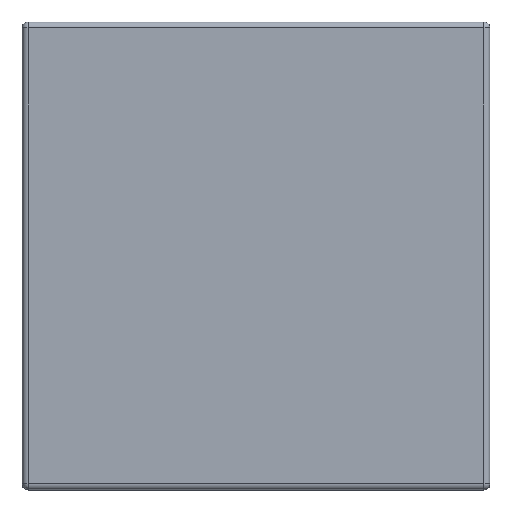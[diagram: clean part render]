
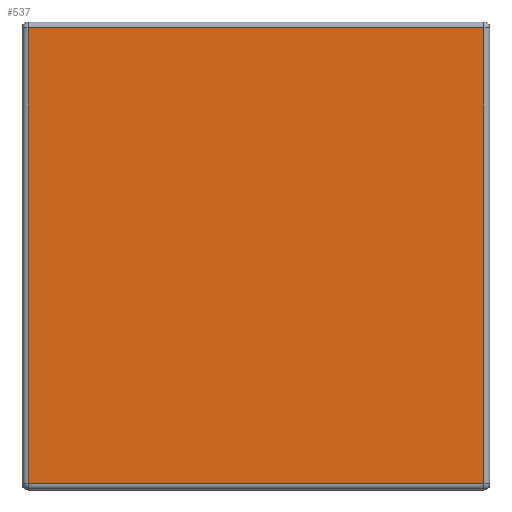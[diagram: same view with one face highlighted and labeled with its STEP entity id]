
A CAD part, top view. The second image highlights one B-rep face of the part: STEP entity #537.
In plain terms, the highlighted planar face has unit normal (0, 0, 1).
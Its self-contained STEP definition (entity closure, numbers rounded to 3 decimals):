
#95=FACE_OUTER_BOUND('',#133,.T.);
#133=EDGE_LOOP('',(#479,#480,#481,#482));
#171=LINE('',#902,#219);
#175=LINE('',#915,#223);
#177=LINE('',#918,#225);
#179=LINE('',#921,#227);
#219=VECTOR('',#741,10.);
#223=VECTOR('',#757,10.);
#225=VECTOR('',#761,10.);
#227=VECTOR('',#765,10.);
#258=VERTEX_POINT('',#865);
#263=VERTEX_POINT('',#883);
#266=VERTEX_POINT('',#893);
#269=VERTEX_POINT('',#906);
#328=EDGE_CURVE('',#258,#266,#171,.T.);
#335=EDGE_CURVE('',#266,#269,#175,.T.);
#337=EDGE_CURVE('',#269,#263,#177,.T.);
#339=EDGE_CURVE('',#263,#258,#179,.T.);
#479=ORIENTED_EDGE('',*,*,#328,.F.);
#480=ORIENTED_EDGE('',*,*,#339,.F.);
#481=ORIENTED_EDGE('',*,*,#337,.F.);
#482=ORIENTED_EDGE('',*,*,#335,.F.);
#501=PLANE('',#611);
#537=ADVANCED_FACE('',(#95),#501,.T.);
#611=AXIS2_PLACEMENT_3D('',#930,#779,#780);
#741=DIRECTION('',(0.,1.,0.));
#757=DIRECTION('',(1.,0.,0.));
#761=DIRECTION('',(0.,-1.,0.));
#765=DIRECTION('',(-1.,0.,0.));
#779=DIRECTION('center_axis',(0.,0.,1.));
#780=DIRECTION('ref_axis',(1.,0.,0.));
#865=CARTESIAN_POINT('',(-7.8,-7.8,7.));
#883=CARTESIAN_POINT('',(7.8,-7.8,7.));
#893=CARTESIAN_POINT('',(-7.8,7.8,7.));
#902=CARTESIAN_POINT('',(-7.8,4.,7.));
#906=CARTESIAN_POINT('',(7.8,7.8,7.));
#915=CARTESIAN_POINT('',(4.,7.8,7.));
#918=CARTESIAN_POINT('',(7.8,-4.,7.));
#921=CARTESIAN_POINT('',(-4.,-7.8,7.));
#930=CARTESIAN_POINT('Origin',(0.,0.,7.));
